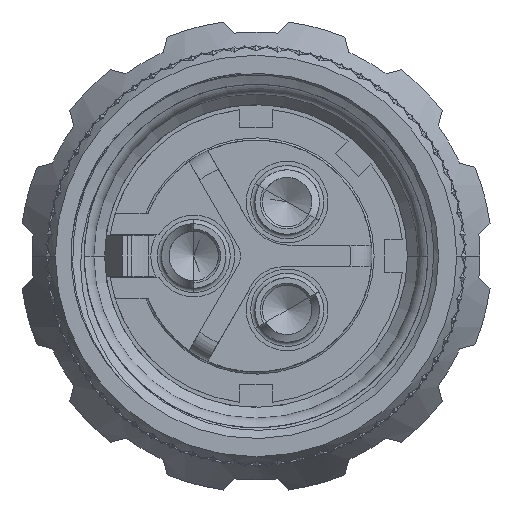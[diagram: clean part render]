
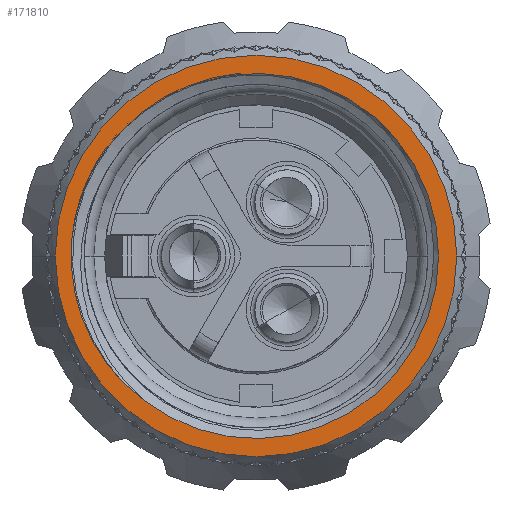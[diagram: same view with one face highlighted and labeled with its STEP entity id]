
A CAD part, left-side view. The second image highlights one B-rep face of the part: STEP entity #171810.
In plain terms, the highlighted planar face has unit normal (-1, 0, 0).
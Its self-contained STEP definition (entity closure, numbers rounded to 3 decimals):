
#40326=CARTESIAN_POINT('',(-9.,0.,0.));
#40327=DIRECTION('',(-1.,0.,0.));
#40328=DIRECTION('',(0.,1.,0.));
#40329=AXIS2_PLACEMENT_3D('',#40326,#40327,#40328);
#40331=CARTESIAN_POINT('',(-9.,0.,0.));
#40332=DIRECTION('',(1.,0.,0.));
#40333=DIRECTION('',(0.,1.,0.));
#40334=AXIS2_PLACEMENT_3D('',#40331,#40332,#40333);
#40336=CARTESIAN_POINT('',(-9.,6.18,5.895));
#40337=CARTESIAN_POINT('',(-9.,6.106,5.967));
#40338=CARTESIAN_POINT('',(-9.,5.956,6.109));
#40339=CARTESIAN_POINT('',(-9.,5.724,6.313));
#40340=CARTESIAN_POINT('',(-9.,5.485,6.509));
#40341=CARTESIAN_POINT('',(-9.,5.321,6.634));
#40342=CARTESIAN_POINT('',(-9.,5.238,6.695));
#40344=CARTESIAN_POINT('',(-9.,6.18,-5.894));
#40345=CARTESIAN_POINT('',(-9.,6.252,-5.823));
#40346=CARTESIAN_POINT('',(-9.,6.397,-5.675));
#40347=CARTESIAN_POINT('',(-9.,6.612,-5.436));
#40348=CARTESIAN_POINT('',(-9.,6.82,-5.184));
#40349=CARTESIAN_POINT('',(-9.,7.02,-4.92));
#40350=CARTESIAN_POINT('',(-9.,7.21,-4.647));
#40351=CARTESIAN_POINT('',(-9.,7.391,-4.364));
#40352=CARTESIAN_POINT('',(-9.,7.56,-4.073));
#40353=CARTESIAN_POINT('',(-9.,7.718,-3.775));
#40354=CARTESIAN_POINT('',(-9.,7.864,-3.469));
#40355=CARTESIAN_POINT('',(-9.,7.998,-3.158));
#40356=CARTESIAN_POINT('',(-9.,8.119,-2.84));
#40357=CARTESIAN_POINT('',(-9.,8.227,-2.518));
#40358=CARTESIAN_POINT('',(-9.,8.322,-2.191));
#40359=CARTESIAN_POINT('',(-9.,8.404,-1.86));
#40360=CARTESIAN_POINT('',(-9.,8.473,-1.526));
#40361=CARTESIAN_POINT('',(-9.,8.528,-1.19));
#40362=CARTESIAN_POINT('',(-9.,8.569,-0.851));
#40363=CARTESIAN_POINT('',(-9.,8.597,-0.511));
#40364=CARTESIAN_POINT('',(-9.,8.611,-0.17));
#40365=CARTESIAN_POINT('',(-9.,8.611,0.171));
#40366=CARTESIAN_POINT('',(-9.,8.597,0.511));
#40367=CARTESIAN_POINT('',(-9.,8.569,0.851));
#40368=CARTESIAN_POINT('',(-9.,8.528,1.19));
#40369=CARTESIAN_POINT('',(-9.,8.473,1.526));
#40370=CARTESIAN_POINT('',(-9.,8.404,1.86));
#40371=CARTESIAN_POINT('',(-9.,8.322,2.191));
#40372=CARTESIAN_POINT('',(-9.,8.227,2.518));
#40373=CARTESIAN_POINT('',(-9.,8.119,2.84));
#40374=CARTESIAN_POINT('',(-9.,7.997,3.158));
#40375=CARTESIAN_POINT('',(-9.,7.864,3.469));
#40376=CARTESIAN_POINT('',(-9.,7.718,3.775));
#40377=CARTESIAN_POINT('',(-9.,7.56,4.073));
#40378=CARTESIAN_POINT('',(-9.,7.391,4.364));
#40379=CARTESIAN_POINT('',(-9.,7.21,4.647));
#40380=CARTESIAN_POINT('',(-9.,7.02,4.92));
#40381=CARTESIAN_POINT('',(-9.,6.82,5.184));
#40382=CARTESIAN_POINT('',(-9.,6.612,5.436));
#40383=CARTESIAN_POINT('',(-9.,6.397,5.675));
#40384=CARTESIAN_POINT('',(-9.,6.252,5.823));
#40385=CARTESIAN_POINT('',(-9.,6.18,5.895));
#40387=CARTESIAN_POINT('',(-9.,5.238,-6.695));
#40388=CARTESIAN_POINT('',(-9.,5.321,-6.634));
#40389=CARTESIAN_POINT('',(-9.,5.485,-6.509));
#40390=CARTESIAN_POINT('',(-9.,5.724,-6.313));
#40391=CARTESIAN_POINT('',(-9.,5.956,-6.109));
#40392=CARTESIAN_POINT('',(-9.,6.106,-5.967));
#40393=CARTESIAN_POINT('',(-9.,6.18,-5.894));
#40556=CARTESIAN_POINT('',(-9.,0.,0.));
#40557=DIRECTION('',(1.,0.,0.));
#40558=DIRECTION('',(0.,0.616,0.788));
#40559=AXIS2_PLACEMENT_3D('',#40556,#40557,#40558);
#53781=CARTESIAN_POINT('',(-9.,9.348,0.));
#53782=CARTESIAN_POINT('',(-9.,-9.348,0.));
#53783=VERTEX_POINT('',#53781);
#53784=VERTEX_POINT('',#53782);
#54046=VERTEX_POINT('',#40344);
#54047=VERTEX_POINT('',#40385);
#54048=VERTEX_POINT('',#40342);
#54049=VERTEX_POINT('',#40387);
#171791=CARTESIAN_POINT('',(-9.,0.,0.));
#171792=DIRECTION('',(1.,0.,0.));
#171793=DIRECTION('',(0.,-1.,0.));
#171794=AXIS2_PLACEMENT_3D('',#171791,#171792,#171793);
#171795=PLANE('443',#171794);
#171796=ORIENTED_EDGE('5396',*,*,#90892,.F.);
#171797=ORIENTED_EDGE('5388',*,*,#92274,.T.);
#171798=EDGE_LOOP('443',(#171796,#171797));
#171799=FACE_OUTER_BOUND('443',#171798,.F.);
#171801=ORIENTED_EDGE('5680',*,*,#171800,.F.);
#171803=ORIENTED_EDGE('5671',*,*,#171802,.F.);
#171805=ORIENTED_EDGE('5670',*,*,#171804,.F.);
#171807=ORIENTED_EDGE('5672',*,*,#171806,.F.);
#171808=EDGE_LOOP('443',(#171801,#171803,#171805,#171807));
#171809=FACE_BOUND('443',#171808,.F.);
#40330=CIRCLE('5396',#40329,9.348);
#40335=CIRCLE('5388',#40334,9.348);
#40343=B_SPLINE_CURVE_WITH_KNOTS('5671',3,(#40336,#40337,#40338,#40339,#40340,
#40341,#40342),.UNSPECIFIED.,.F.,.F.,(4,1,1,1,4),(0.,0.25,0.5,0.75,
1.),.UNSPECIFIED.);
#40386=B_SPLINE_CURVE_WITH_KNOTS('5670',3,(#40344,#40345,#40346,#40347,#40348,
#40349,#40350,#40351,#40352,#40353,#40354,#40355,#40356,#40357,#40358,#40359,
#40360,#40361,#40362,#40363,#40364,#40365,#40366,#40367,#40368,#40369,#40370,
#40371,#40372,#40373,#40374,#40375,#40376,#40377,#40378,#40379,#40380,#40381,
#40382,#40383,#40384,#40385),.UNSPECIFIED.,.F.,.F.,(4,1,1,1,1,1,1,1,1,1,1,1,1,1,
1,1,1,1,1,1,1,1,1,1,1,1,1,1,1,1,1,1,1,1,1,1,1,1,1,4),(0.,0.026,
0.051,0.077,0.103,0.128,
0.154,0.179,0.205,0.231,
0.256,0.282,0.308,0.333,
0.359,0.385,0.41,0.436,
0.462,0.487,0.513,0.538,
0.564,0.59,0.615,0.641,
0.667,0.692,0.718,0.744,
0.769,0.795,0.821,0.846,
0.872,0.897,0.923,0.949,
0.974,1.),.UNSPECIFIED.);
#40394=B_SPLINE_CURVE_WITH_KNOTS('5672',3,(#40387,#40388,#40389,#40390,#40391,
#40392,#40393),.UNSPECIFIED.,.F.,.F.,(4,1,1,1,4),(0.,0.25,0.5,0.75,
1.),.UNSPECIFIED.);
#40560=CIRCLE('5680',#40559,8.5);
#90892=EDGE_CURVE('5396',#53783,#53784,#40330,.T.);
#92274=EDGE_CURVE('5388',#53783,#53784,#40335,.T.);
#171800=EDGE_CURVE('5680',#54048,#54049,#40560,.T.);
#171802=EDGE_CURVE('5671',#54047,#54048,#40343,.T.);
#171804=EDGE_CURVE('5670',#54046,#54047,#40386,.T.);
#171806=EDGE_CURVE('5672',#54049,#54046,#40394,.T.);
#171810=ADVANCED_FACE('443',(#171799,#171809),#171795,.F.);
